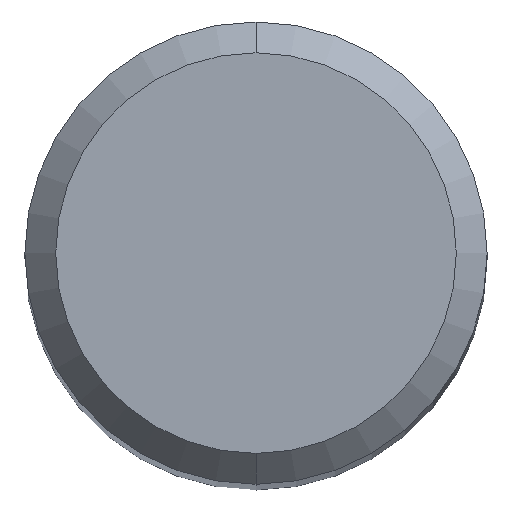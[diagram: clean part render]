
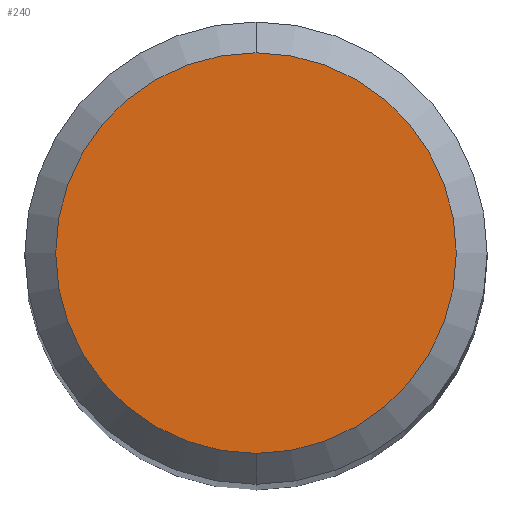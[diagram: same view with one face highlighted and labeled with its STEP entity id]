
A CAD part, top view. The second image highlights one B-rep face of the part: STEP entity #240.
In plain terms, the highlighted planar face has unit normal (0, 0, 1).
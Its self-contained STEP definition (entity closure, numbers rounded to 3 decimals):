
#112=VERTEX_POINT('',#281);
#116=EDGE_CURVE('',#112,#208,#285,.T.);
#132=EDGE_CURVE('',#208,#112,#302,.T.);
#208=VERTEX_POINT('',#389);
#240=ADVANCED_FACE('',(#426),#427,.T.);
#281=CARTESIAN_POINT('',(0.0,2.6,0.0));
#285=CIRCLE('',#468,2.6);
#302=CIRCLE('',#491,2.6);
#389=CARTESIAN_POINT('',(0.,-2.6,0.0));
#426=FACE_OUTER_BOUND('',#645,.T.);
#427=PLANE('',#646);
#468=AXIS2_PLACEMENT_3D('',#673,#674,#675);
#491=AXIS2_PLACEMENT_3D('',#694,#695,#696);
#645=EDGE_LOOP('',(#865,#866));
#646=AXIS2_PLACEMENT_3D('',#867,#868,#869);
#673=CARTESIAN_POINT('',(0.0,0.0,0.0));
#674=DIRECTION('',(0.0,0.0,-1.0));
#675=DIRECTION('',(0.0,1.0,0.0));
#694=CARTESIAN_POINT('',(0.0,0.0,0.0));
#695=DIRECTION('',(0.0,0.0,-1.0));
#696=DIRECTION('',(0.0,1.0,0.0));
#865=ORIENTED_EDGE('',*,*,#116,.F.);
#866=ORIENTED_EDGE('',*,*,#132,.F.);
#867=CARTESIAN_POINT('',(0.0,1.3,0.0));
#868=DIRECTION('',(-0.0,0.0,1.0));
#869=DIRECTION('',(0.0,-1.0,0.0));
